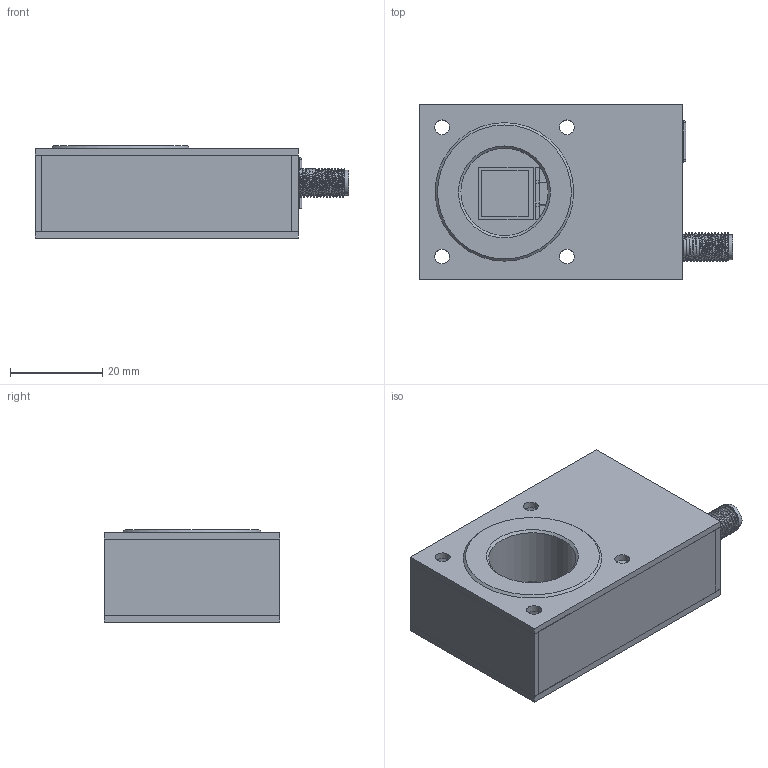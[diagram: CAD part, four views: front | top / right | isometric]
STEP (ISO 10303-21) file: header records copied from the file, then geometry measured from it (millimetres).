
FILE_DESCRIPTION(('STEP AP242'), '1');
FILE_NAME('assembly', '', ('UNSPECIFIED'), ('UNSPECIFIED'), 'ASCON STEP Converter 1.6', 'ASCON Math Kernel', '');
FILE_SCHEMA(('AP242_MANAGED_MODEL_BASED_3D_ENGINEERING_MIM_LF { 1 0 10303 442 1 1 4 }'));
Length unit declared in the file: millimetre
Products named in the file (38): BoardPIN_Diod; Open CASCADE STEP translator 6.8 2.1.1; XW?PIN_Diod; 6332683808; Extruded; 6332688208; Cylinder; VD1PIN_Diod; 6332681088; VD2PIN_Diod; FDS1010-Step; XS1PIN_Diod; User_Library-ds-210; R5PIN_Diod; User_Library-Chip_Resistor2; R4PIN_Diod; R3PIN_Diod; R2PIN_Diod; R1PIN_Diod; DA1PIN_Diod; 6332693408; C5PIN_Diod; User_Library-CAPC2013X10; C4PIN_Diod; C3PIN_Diod; C1PIN_Diod; SMA
Assembly tree (48 placements, depth 5):
  (unnamed)
    (unnamed)
      BoardPIN_Diod
        Open CASCADE STEP translator 6.8 2.1.1
      XW?PIN_Diod
        6332683808
          Extruded
        6332688208
          Cylinder
      VD1PIN_Diod
        6332681088
          Extruded
      VD2PIN_Diod
        FDS1010-Step
      XS1PIN_Diod
        User_Library-ds-210
      R5PIN_Diod
        User_Library-Chip_Resistor2
      R4PIN_Diod
        User_Library-Chip_Resistor2
      R3PIN_Diod
        User_Library-Chip_Resistor2
      R2PIN_Diod
        User_Library-Chip_Resistor2
      R1PIN_Diod
        User_Library-Chip_Resistor2
      DA1PIN_Diod
        6332693408
          Extruded
      C5PIN_Diod
        User_Library-CAPC2013X10
      C4PIN_Diod
        User_Library-CAPC2013X10
      C3PIN_Diod
        User_Library-CAPC2013X10
      C1PIN_Diod
        User_Library-CAPC2013X10
    (unnamed)
    (unnamed)  x4
    (unnamed)
    (unnamed)
    SMA
    (unnamed)
    (unnamed)
    (unnamed)  x2
Bounding box: 68 x 38 x 20 mm (x, y, z)
Volume: 20657.6 mm3; surface area: 25447.8 mm2
Topology: 30 solids, 31 shells, 832 faces, 1975 edges, 1156 vertices
Faces by surface type: plane 380, cylinder 318, sphere 88, torus 22, cone 20, bspline 4
Full cylindrical faces by diameter (mm): 0.26 x2, 0.95 x1, 1 x6, 1.1 x1, 1.5 x1, 2 x4, 2.1 x1, 2.459 x4, 2.5 x4, 3 x4, 3.2 x16, 4.243 x1, 4.5 x1, 4.6 x1, 5 x1, 5.4 x2, 5.5 x4, 5.6 x1, 6.35 x1, 7 x1, 18.917 x1, 30 x2
Entity records: 30516 total; most frequent: CARTESIAN_POINT 12777, DIRECTION 2446, ORIENTED_EDGE 2266, EDGE_CURVE 1137, AXIS2_PLACEMENT_3D 893, VERTEX_POINT 759, LINE 660, VECTOR 660
